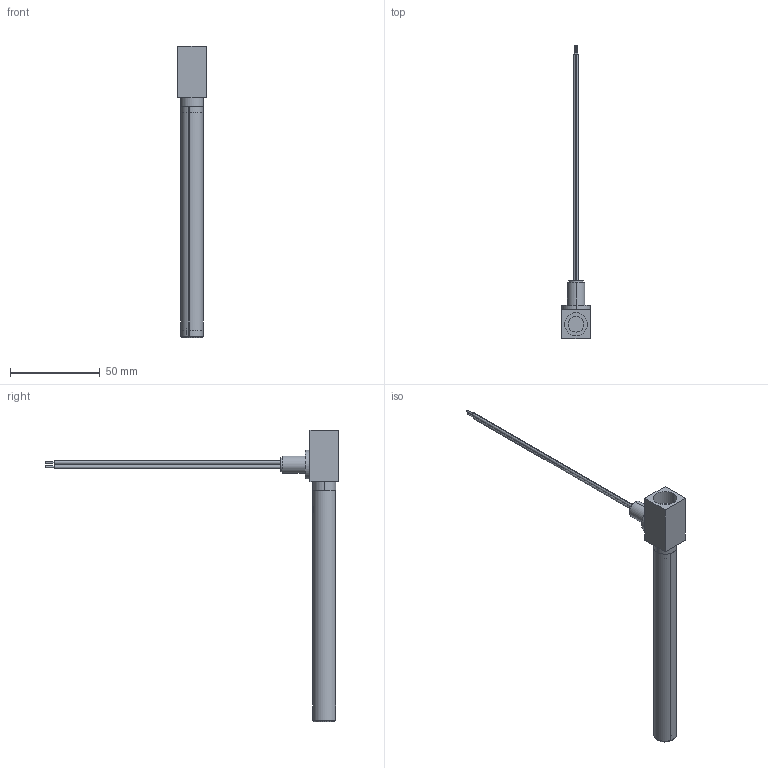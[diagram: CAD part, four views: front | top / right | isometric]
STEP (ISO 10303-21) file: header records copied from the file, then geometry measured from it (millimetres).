
FILE_DESCRIPTION (( 'STEP AP203' ), '1' );
FILE_NAME ('HT050-CB-NF-X SEP2017 203.STEP', '2017-09-01T18:11:13', ( '' ), ( '' ), 'SwSTEP 2.0', 'SolidWorks 2017', '' );
FILE_SCHEMA (( 'CONFIG_CONTROL_DESIGN' ));
Length unit declared in the file: inch
Products named in the file (1): HT050-CB-NF-X SEP2017 203
Bounding box: 15.88 x 162.97 x 161.93 mm (x, y, z)
Volume: 10139.4 mm3; surface area: 18276.6 mm2
Topology: 80 solids, 80 shells, 1181 faces, 3025 edges, 2009 vertices
Faces by surface type: plane 543, bspline 413, cylinder 209, cone 16
Entity records: 39723 total; most frequent: CARTESIAN_POINT 14219, ORIENTED_EDGE 6050, DIRECTION 3878, EDGE_CURVE 3025, VERTEX_POINT 2009, LINE 1470, VECTOR 1470, EDGE_LOOP 1246
